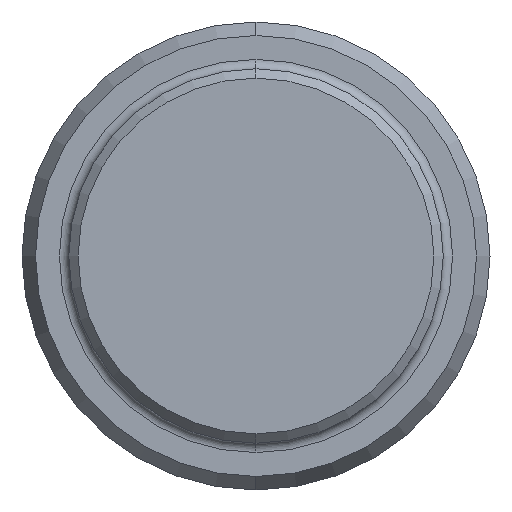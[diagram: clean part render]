
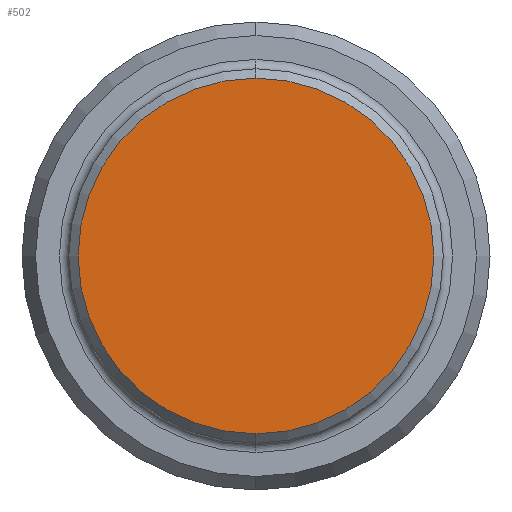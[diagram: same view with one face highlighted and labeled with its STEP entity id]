
A CAD part, left-side view. The second image highlights one B-rep face of the part: STEP entity #502.
In plain terms, the highlighted planar face has unit normal (-1, 0, 0).
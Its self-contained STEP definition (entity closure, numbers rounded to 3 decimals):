
#49 = EDGE_CURVE ( 'NONE', #201, #710, #259, .T. ) ;
#106 = AXIS2_PLACEMENT_3D ( 'NONE', #569, #272, #566 ) ;
#201 = VERTEX_POINT ( 'NONE', #727 ) ;
#207 = FACE_OUTER_BOUND ( 'NONE', #651, .T. ) ;
#259 = CIRCLE ( 'NONE', #572, 3.8 ) ;
#272 = DIRECTION ( 'NONE',  ( -1., 0., 0. ) ) ;
#312 = DIRECTION ( 'NONE',  ( 0., 0., 1. ) ) ;
#414 = CARTESIAN_POINT ( 'NONE',  ( -29.9, 0., 0. ) ) ;
#458 = AXIS2_PLACEMENT_3D ( 'NONE', #860, #580, #312 ) ;
#491 = DIRECTION ( 'NONE',  ( -1., 0., 0. ) ) ;
#502 = ADVANCED_FACE ( 'NONE', ( #207 ), #625, .T. ) ;
#566 = DIRECTION ( 'NONE',  ( 0., 0., 1. ) ) ;
#569 = CARTESIAN_POINT ( 'NONE',  ( -29.9, 0., 0. ) ) ;
#572 = AXIS2_PLACEMENT_3D ( 'NONE', #414, #491, #694 ) ;
#579 = ORIENTED_EDGE ( 'NONE', *, *, #624, .T. ) ;
#580 = DIRECTION ( 'NONE',  ( -1., 0., 0. ) ) ;
#624 = EDGE_CURVE ( 'NONE', #710, #201, #701, .T. ) ;
#625 = PLANE ( 'NONE',  #106 ) ;
#651 = EDGE_LOOP ( 'NONE', ( #825, #579 ) ) ;
#694 = DIRECTION ( 'NONE',  ( 0., 0., 1. ) ) ;
#701 = CIRCLE ( 'NONE', #458, 3.8 ) ;
#710 = VERTEX_POINT ( 'NONE', #871 ) ;
#727 = CARTESIAN_POINT ( 'NONE',  ( -29.9, 0., -3.8 ) ) ;
#825 = ORIENTED_EDGE ( 'NONE', *, *, #49, .T. ) ;
#860 = CARTESIAN_POINT ( 'NONE',  ( -29.9, 0., 0. ) ) ;
#871 = CARTESIAN_POINT ( 'NONE',  ( -29.9, 0., 3.8 ) ) ;
